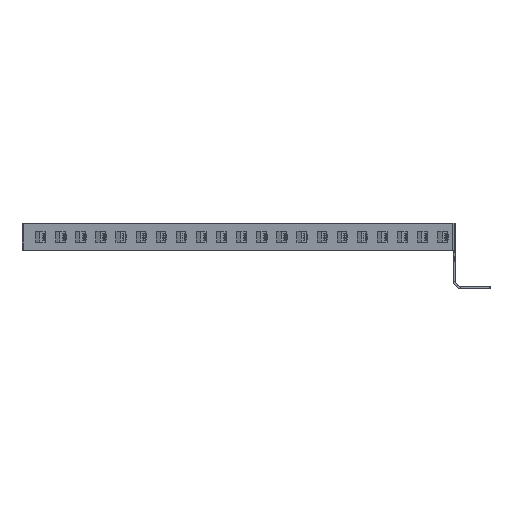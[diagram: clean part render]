
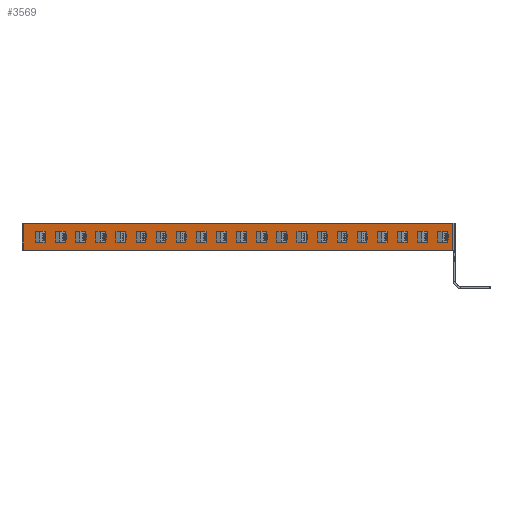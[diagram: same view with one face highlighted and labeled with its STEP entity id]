
A CAD part, left-side view. The second image highlights one B-rep face of the part: STEP entity #3569.
In plain terms, the highlighted planar face has unit normal (-0.5, -0.866, 0).
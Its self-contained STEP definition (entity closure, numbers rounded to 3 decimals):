
#3544 = VERTEX_POINT('',#3545);
#3545 = CARTESIAN_POINT('',(198.713,332.838,
    11.871));
#3551 = EDGE_CURVE('',#3552,#3544,#3554,.T.);
#3552 = VERTEX_POINT('',#3553);
#3553 = CARTESIAN_POINT('',(337.053,252.967,
    11.871));
#3554 = LINE('',#3555,#3556);
#3555 = CARTESIAN_POINT('',(337.053,252.967,
    11.871));
#3556 = VECTOR('',#3557,1.);
#3557 = DIRECTION('',(-0.866,0.5,0.
    ));
#3569 = ADVANCED_FACE('',(#3570),#3675,.T.);
#3570 = FACE_BOUND('',#3571,.T.);
#3571 = EDGE_LOOP('',(#3572,#3573,#3581,#3589,#3597,#3605,#3613,#3621,
    #3629,#3637,#3645,#3653,#3661,#3669));
#3572 = ORIENTED_EDGE('',*,*,#3551,.T.);
#3573 = ORIENTED_EDGE('',*,*,#3574,.T.);
#3574 = EDGE_CURVE('',#3544,#3575,#3577,.T.);
#3575 = VERTEX_POINT('',#3576);
#3576 = CARTESIAN_POINT('',(198.702,332.844,
    11.871));
#3577 = LINE('',#3578,#3579);
#3578 = CARTESIAN_POINT('',(198.713,332.838,
    11.871));
#3579 = VECTOR('',#3580,1.);
#3580 = DIRECTION('',(-0.866,0.5,0.
    ));
#3581 = ORIENTED_EDGE('',*,*,#3582,.T.);
#3582 = EDGE_CURVE('',#3575,#3583,#3585,.T.);
#3583 = VERTEX_POINT('',#3584);
#3584 = CARTESIAN_POINT('',(198.682,332.856,
    11.861));
#3585 = LINE('',#3586,#3587);
#3586 = CARTESIAN_POINT('',(198.702,332.844,
    11.871));
#3587 = VECTOR('',#3588,1.);
#3588 = DIRECTION('',(-0.794,0.459,-0.399));
#3589 = ORIENTED_EDGE('',*,*,#3590,.T.);
#3590 = EDGE_CURVE('',#3583,#3591,#3593,.T.);
#3591 = VERTEX_POINT('',#3592);
#3592 = CARTESIAN_POINT('',(198.666,332.865,
    11.843));
#3593 = LINE('',#3594,#3595);
#3594 = CARTESIAN_POINT('',(198.682,332.856,
    11.861));
#3595 = VECTOR('',#3596,1.);
#3596 = DIRECTION('',(-0.612,0.354,-0.707));
#3597 = ORIENTED_EDGE('',*,*,#3598,.T.);
#3598 = EDGE_CURVE('',#3591,#3599,#3601,.T.);
#3599 = VERTEX_POINT('',#3600);
#3600 = CARTESIAN_POINT('',(198.658,332.87,
    11.82));
#3601 = LINE('',#3602,#3603);
#3602 = CARTESIAN_POINT('',(198.666,332.865,
    11.843));
#3603 = VECTOR('',#3604,1.);
#3604 = DIRECTION('',(-0.345,0.199,-0.917));
#3605 = ORIENTED_EDGE('',*,*,#3606,.T.);
#3606 = EDGE_CURVE('',#3599,#3607,#3609,.T.);
#3607 = VERTEX_POINT('',#3608);
#3608 = CARTESIAN_POINT('',(198.658,332.87,
    11.807));
#3609 = LINE('',#3610,#3611);
#3610 = CARTESIAN_POINT('',(198.658,332.87,
    11.82));
#3611 = VECTOR('',#3612,1.);
#3612 = DIRECTION('',(0.,0.,-1.));
#3613 = ORIENTED_EDGE('',*,*,#3614,.T.);
#3614 = EDGE_CURVE('',#3607,#3615,#3617,.T.);
#3615 = VERTEX_POINT('',#3616);
#3616 = CARTESIAN_POINT('',(198.658,332.87,
    6.807));
#3617 = LINE('',#3618,#3619);
#3618 = CARTESIAN_POINT('',(198.658,332.87,
    11.807));
#3619 = VECTOR('',#3620,1.);
#3620 = DIRECTION('',(0.,0.,-1.));
#3621 = ORIENTED_EDGE('',*,*,#3622,.T.);
#3622 = EDGE_CURVE('',#3615,#3623,#3625,.T.);
#3623 = VERTEX_POINT('',#3624);
#3624 = CARTESIAN_POINT('',(198.658,332.87,
    6.794));
#3625 = LINE('',#3626,#3627);
#3626 = CARTESIAN_POINT('',(198.658,332.87,
    6.807));
#3627 = VECTOR('',#3628,1.);
#3628 = DIRECTION('',(0.,0.,-1.));
#3629 = ORIENTED_EDGE('',*,*,#3630,.T.);
#3630 = EDGE_CURVE('',#3623,#3631,#3633,.T.);
#3631 = VERTEX_POINT('',#3632);
#3632 = CARTESIAN_POINT('',(198.666,332.865,
    6.771));
#3633 = LINE('',#3634,#3635);
#3634 = CARTESIAN_POINT('',(198.658,332.87,
    6.794));
#3635 = VECTOR('',#3636,1.);
#3636 = DIRECTION('',(0.345,-0.199,-0.917));
#3637 = ORIENTED_EDGE('',*,*,#3638,.T.);
#3638 = EDGE_CURVE('',#3631,#3639,#3641,.T.);
#3639 = VERTEX_POINT('',#3640);
#3640 = CARTESIAN_POINT('',(198.682,332.856,
    6.753));
#3641 = LINE('',#3642,#3643);
#3642 = CARTESIAN_POINT('',(198.666,332.865,
    6.771));
#3643 = VECTOR('',#3644,1.);
#3644 = DIRECTION('',(0.612,-0.354,-0.707));
#3645 = ORIENTED_EDGE('',*,*,#3646,.T.);
#3646 = EDGE_CURVE('',#3639,#3647,#3649,.T.);
#3647 = VERTEX_POINT('',#3648);
#3648 = CARTESIAN_POINT('',(198.702,332.844,
    6.743));
#3649 = LINE('',#3650,#3651);
#3650 = CARTESIAN_POINT('',(198.682,332.856,
    6.753));
#3651 = VECTOR('',#3652,1.);
#3652 = DIRECTION('',(0.794,-0.459,-0.399));
#3653 = ORIENTED_EDGE('',*,*,#3654,.T.);
#3654 = EDGE_CURVE('',#3647,#3655,#3657,.T.);
#3655 = VERTEX_POINT('',#3656);
#3656 = CARTESIAN_POINT('',(198.713,332.838,
    6.743));
#3657 = LINE('',#3658,#3659);
#3658 = CARTESIAN_POINT('',(198.702,332.844,
    6.743));
#3659 = VECTOR('',#3660,1.);
#3660 = DIRECTION('',(0.866,-0.5,
    0.));
#3661 = ORIENTED_EDGE('',*,*,#3662,.T.);
#3662 = EDGE_CURVE('',#3655,#3663,#3665,.T.);
#3663 = VERTEX_POINT('',#3664);
#3664 = CARTESIAN_POINT('',(337.053,252.967,
    6.743));
#3665 = LINE('',#3666,#3667);
#3666 = CARTESIAN_POINT('',(198.713,332.838,
    6.743));
#3667 = VECTOR('',#3668,1.);
#3668 = DIRECTION('',(0.866,-0.5,
    0.));
#3669 = ORIENTED_EDGE('',*,*,#3670,.T.);
#3670 = EDGE_CURVE('',#3663,#3552,#3671,.T.);
#3671 = LINE('',#3672,#3673);
#3672 = CARTESIAN_POINT('',(337.053,252.967,
    6.743));
#3673 = VECTOR('',#3674,1.);
#3674 = DIRECTION('',(0.,0.,1.));
#3675 = PLANE('',#3676);
#3676 = AXIS2_PLACEMENT_3D('',#3677,#3678,#3679);
#3677 = CARTESIAN_POINT('',(337.053,252.967,
    11.871));
#3678 = DIRECTION('',(-0.5,-0.866,
    0.));
#3679 = DIRECTION('',(0.866,-0.5,
    0.));
